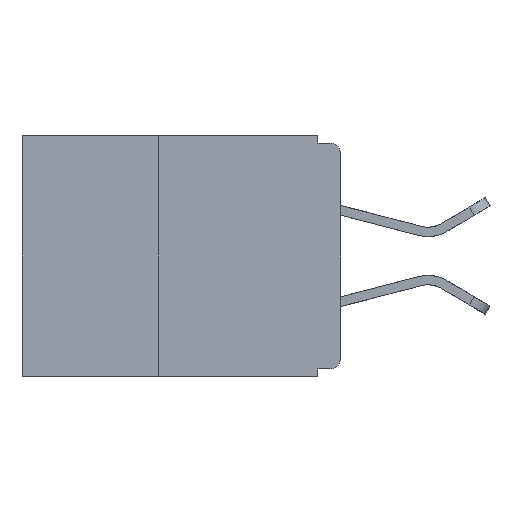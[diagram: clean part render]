
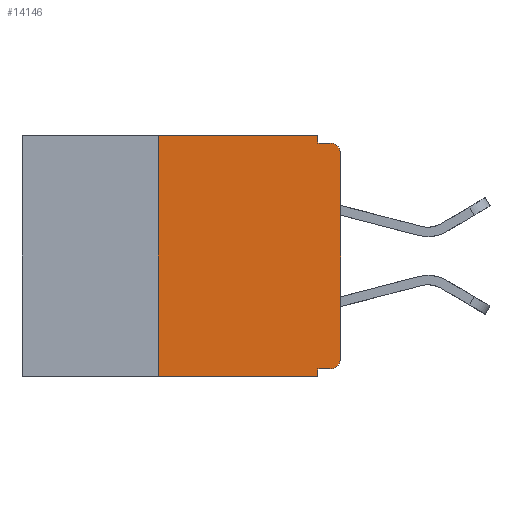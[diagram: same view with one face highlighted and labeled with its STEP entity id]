
A CAD part, left-side view. The second image highlights one B-rep face of the part: STEP entity #14146.
In plain terms, the highlighted planar face has unit normal (-1, 0, 0).
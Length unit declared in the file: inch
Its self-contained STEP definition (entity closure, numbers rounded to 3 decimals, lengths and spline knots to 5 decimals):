
#226 = LINE ( 'NONE', #1506, #13633 ) ;
#423 = EDGE_LOOP ( 'NONE', ( #2480, #6358, #666, #4372, #8000, #11627, #9904, #12205, #12957, #2638 ) ) ;
#666 = ORIENTED_EDGE ( 'NONE', *, *, #1495, .F. ) ;
#730 = LINE ( 'NONE', #10353, #9405 ) ;
#1043 = DIRECTION ( 'NONE',  ( 0., 0., -1. ) ) ;
#1189 = EDGE_CURVE ( 'NONE', #5863, #4719, #13834, .T. ) ;
#1286 = DIRECTION ( 'NONE',  ( 0., 0., 1. ) ) ;
#1495 = EDGE_CURVE ( 'NONE', #9887, #6726, #226, .T. ) ;
#1506 = CARTESIAN_POINT ( 'NONE',  ( 0., 0., -0.01 ) ) ;
#1896 = DIRECTION ( 'NONE',  ( 0., -1., 0. ) ) ;
#1913 = LINE ( 'NONE', #9859, #4861 ) ;
#1994 = CARTESIAN_POINT ( 'NONE',  ( 0., 0., -0.305 ) ) ;
#2104 = DIRECTION ( 'NONE',  ( 0., -1., 0. ) ) ;
#2263 = LINE ( 'NONE', #14179, #14452 ) ;
#2480 = ORIENTED_EDGE ( 'NONE', *, *, #7996, .T. ) ;
#2638 = ORIENTED_EDGE ( 'NONE', *, *, #8495, .T. ) ;
#3255 = EDGE_CURVE ( 'NONE', #12292, #6726, #3869, .T. ) ;
#3464 = CIRCLE ( 'NONE', #11410, 0.015 ) ;
#3515 = CARTESIAN_POINT ( 'NONE',  ( 0., 0.437, 0. ) ) ;
#3687 = CARTESIAN_POINT ( 'NONE',  ( 0., 0.031, -0.01 ) ) ;
#3869 = CIRCLE ( 'NONE', #7086, 0.015 ) ;
#4193 = VERTEX_POINT ( 'NONE', #7939 ) ;
#4372 = ORIENTED_EDGE ( 'NONE', *, *, #11065, .F. ) ;
#4444 = DIRECTION ( 'NONE',  ( 0., 0., -1. ) ) ;
#4541 = DIRECTION ( 'NONE',  ( 0., 0., 1. ) ) ;
#4670 = CARTESIAN_POINT ( 'NONE',  ( 0., 0.015, -0.01 ) ) ;
#4719 = VERTEX_POINT ( 'NONE', #8306 ) ;
#4792 = PLANE ( 'NONE',  #15618 ) ;
#4861 = VECTOR ( 'NONE', #11094, 39.37008 ) ;
#5620 = VECTOR ( 'NONE', #8476, 39.37008 ) ;
#5832 = CARTESIAN_POINT ( 'NONE',  ( 0., 0., -0.025 ) ) ;
#5863 = VERTEX_POINT ( 'NONE', #9632 ) ;
#6041 = DIRECTION ( 'NONE',  ( 1., 0., 0. ) ) ;
#6358 = ORIENTED_EDGE ( 'NONE', *, *, #3255, .T. ) ;
#6376 = VECTOR ( 'NONE', #1896, 39.37008 ) ;
#6448 = CARTESIAN_POINT ( 'NONE',  ( 0., 0.437, -0.33 ) ) ;
#6726 = VERTEX_POINT ( 'NONE', #4670 ) ;
#6753 = DIRECTION ( 'NONE',  ( 0., 1., 0. ) ) ;
#7086 = AXIS2_PLACEMENT_3D ( 'NONE', #8847, #11122, #4444 ) ;
#7137 = LINE ( 'NONE', #8654, #11135 ) ;
#7273 = CARTESIAN_POINT ( 'NONE',  ( 0., 0.031, -0.33 ) ) ;
#7573 = FACE_OUTER_BOUND ( 'NONE', #423, .T. ) ;
#7939 = CARTESIAN_POINT ( 'NONE',  ( 0., 0.031, -0.32 ) ) ;
#7996 = EDGE_CURVE ( 'NONE', #12237, #12292, #7137, .T. ) ;
#8000 = ORIENTED_EDGE ( 'NONE', *, *, #11418, .F. ) ;
#8089 = CARTESIAN_POINT ( 'NONE',  ( 0., 0.437, 0. ) ) ;
#8258 = EDGE_CURVE ( 'NONE', #8393, #4193, #730, .T. ) ;
#8305 = VERTEX_POINT ( 'NONE', #10476 ) ;
#8306 = CARTESIAN_POINT ( 'NONE',  ( 0., 0.031, -0.33 ) ) ;
#8393 = VERTEX_POINT ( 'NONE', #15422 ) ;
#8429 = DIRECTION ( 'NONE',  ( -1., 0., 0. ) ) ;
#8476 = DIRECTION ( 'NONE',  ( 0., 0., -1. ) ) ;
#8495 = EDGE_CURVE ( 'NONE', #8393, #12237, #3464, .T. ) ;
#8518 = EDGE_CURVE ( 'NONE', #4193, #4719, #15210, .T. ) ;
#8654 = CARTESIAN_POINT ( 'NONE',  ( 0., 0., 0. ) ) ;
#8847 = CARTESIAN_POINT ( 'NONE',  ( 0., 0.015, -0.025 ) ) ;
#9007 = EDGE_CURVE ( 'NONE', #5863, #13310, #2263, .T. ) ;
#9224 = CARTESIAN_POINT ( 'NONE',  ( 0., 0.25, 0. ) ) ;
#9405 = VECTOR ( 'NONE', #6753, 39.37008 ) ;
#9632 = CARTESIAN_POINT ( 'NONE',  ( 0., 0.25, -0.33 ) ) ;
#9859 = CARTESIAN_POINT ( 'NONE',  ( 0., 0.031, 0. ) ) ;
#9887 = VERTEX_POINT ( 'NONE', #3687 ) ;
#9904 = ORIENTED_EDGE ( 'NONE', *, *, #1189, .T. ) ;
#10353 = CARTESIAN_POINT ( 'NONE',  ( 0., 0., -0.32 ) ) ;
#10476 = CARTESIAN_POINT ( 'NONE',  ( 0., 0.031, 0. ) ) ;
#10650 = VECTOR ( 'NONE', #11212, 39.37008 ) ;
#11065 = EDGE_CURVE ( 'NONE', #8305, #9887, #1913, .T. ) ;
#11094 = DIRECTION ( 'NONE',  ( 0., 0., -1. ) ) ;
#11122 = DIRECTION ( 'NONE',  ( -1., 0., 0. ) ) ;
#11135 = VECTOR ( 'NONE', #1286, 39.37008 ) ;
#11212 = DIRECTION ( 'NONE',  ( 0., -1., 0. ) ) ;
#11410 = AXIS2_PLACEMENT_3D ( 'NONE', #15605, #8429, #1043 ) ;
#11418 = EDGE_CURVE ( 'NONE', #13310, #8305, #12440, .T. ) ;
#11627 = ORIENTED_EDGE ( 'NONE', *, *, #9007, .F. ) ;
#12205 = ORIENTED_EDGE ( 'NONE', *, *, #8518, .F. ) ;
#12237 = VERTEX_POINT ( 'NONE', #1994 ) ;
#12292 = VERTEX_POINT ( 'NONE', #5832 ) ;
#12440 = LINE ( 'NONE', #8089, #6376 ) ;
#12957 = ORIENTED_EDGE ( 'NONE', *, *, #8258, .F. ) ;
#13310 = VERTEX_POINT ( 'NONE', #9224 ) ;
#13633 = VECTOR ( 'NONE', #2104, 39.37008 ) ;
#13834 = LINE ( 'NONE', #6448, #10650 ) ;
#14146 = ADVANCED_FACE ( 'NONE', ( #7573 ), #4792, .F. ) ;
#14179 = CARTESIAN_POINT ( 'NONE',  ( 0., 0.25, -0.33 ) ) ;
#14447 = DIRECTION ( 'NONE',  ( 0., 0., -1. ) ) ;
#14452 = VECTOR ( 'NONE', #4541, 39.37008 ) ;
#15210 = LINE ( 'NONE', #7273, #5620 ) ;
#15422 = CARTESIAN_POINT ( 'NONE',  ( 0., 0.015, -0.32 ) ) ;
#15605 = CARTESIAN_POINT ( 'NONE',  ( 0., 0.015, -0.305 ) ) ;
#15618 = AXIS2_PLACEMENT_3D ( 'NONE', #3515, #6041, #14447 ) ;
